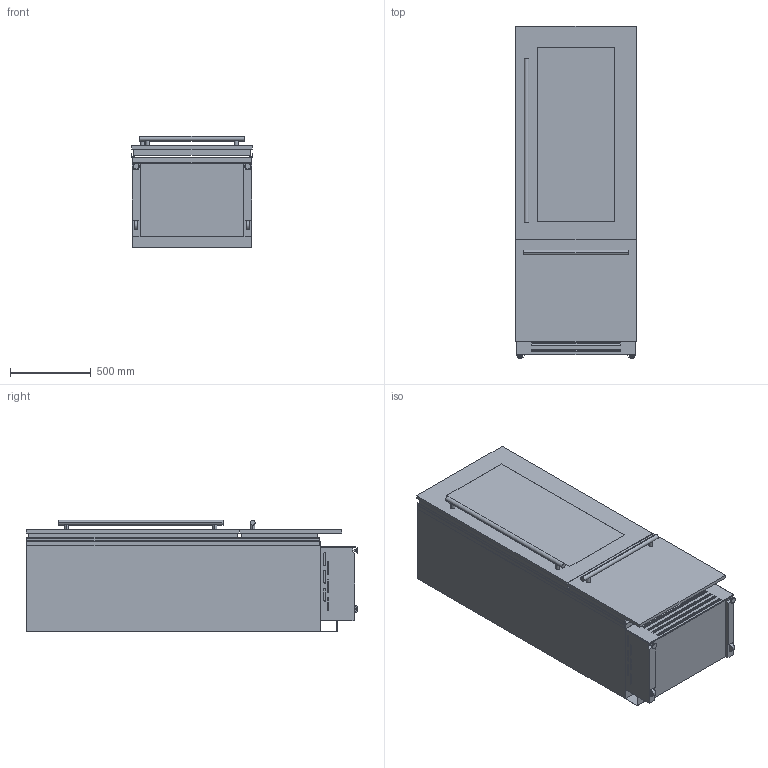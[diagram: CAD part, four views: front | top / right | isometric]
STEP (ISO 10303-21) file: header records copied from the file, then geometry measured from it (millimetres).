
FILE_DESCRIPTION (( 'STEP AP214' ), '1' );
FILE_NAME ('S_749_0T_WT_3.STEP', '2017-07-06T11:40:34', ( '' ), ( '' ), 'SwSTEP 2.0', 'SolidWorks 2013', '' );
FILE_SCHEMA (( 'AUTOMOTIVE_DESIGN' ));
Length unit declared in the file: millimetre
Products named in the file (1): S_749_0T_WT_3
Bounding box: 749 x 2050 x 689 mm (x, y, z)
Volume: 894638801 mm3; surface area: 13246211.7 mm2
Topology: 8 solids, 8 shells, 364 faces, 921 edges, 604 vertices
Faces by surface type: plane 252, cylinder 96, torus 12, cone 4
Entity records: 12837 total; most frequent: CARTESIAN_POINT 2300, DIRECTION 1855, ORIENTED_EDGE 1842, EDGE_CURVE 921, LINE 701, VECTOR 701, VERTEX_POINT 604, AXIS2_PLACEMENT_3D 577
